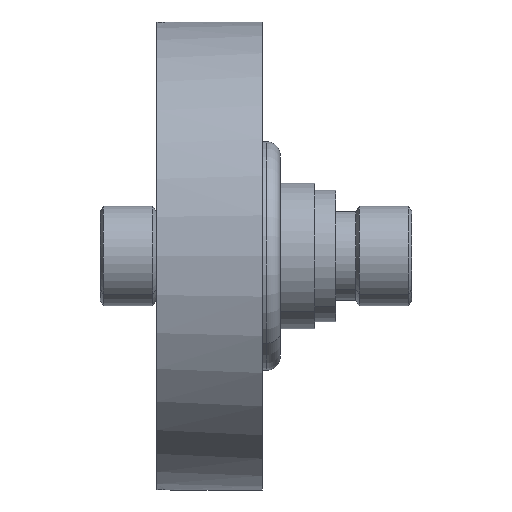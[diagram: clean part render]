
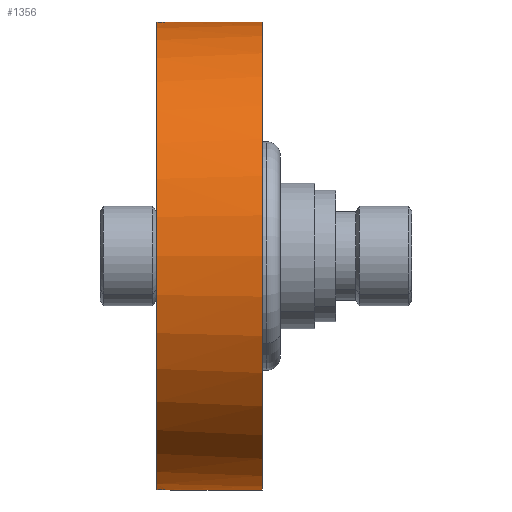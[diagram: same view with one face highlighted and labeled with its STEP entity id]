
A CAD part, left-side view. The second image highlights one B-rep face of the part: STEP entity #1356.
In plain terms, the highlighted cylindrical face has radius 16.9 mm (diameter 33.8 mm), a partial arc.
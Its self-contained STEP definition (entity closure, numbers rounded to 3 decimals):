
#12 = VERTEX_POINT ( 'NONE', #687 ) ;
#23 = EDGE_CURVE ( 'NONE', #12, #2309, #1609, .T. ) ;
#157 = CARTESIAN_POINT ( 'NONE',  ( -1., -0.132, -16.87 ) ) ;
#225 = ORIENTED_EDGE ( 'NONE', *, *, #240, .F. ) ;
#240 = EDGE_CURVE ( 'NONE', #2309, #2232, #1939, .T. ) ;
#257 = VECTOR ( 'NONE', #1045, 1000. ) ;
#272 = CARTESIAN_POINT ( 'NONE',  ( -0.873, -0.504, -16.877 ) ) ;
#290 = CARTESIAN_POINT ( 'NONE',  ( 0., -1., -16.9 ) ) ;
#303 = AXIS2_PLACEMENT_3D ( 'NONE', #390, #386, #380 ) ;
#312 = CARTESIAN_POINT ( 'NONE',  ( -0.262, -0.974, -16.898 ) ) ;
#318 = LINE ( 'NONE', #2224, #257 ) ;
#350 = EDGE_CURVE ( 'NONE', #872, #2232, #1363, .T. ) ;
#380 = DIRECTION ( 'NONE',  ( 0., 0., 1. ) ) ;
#386 = DIRECTION ( 'NONE',  ( 0., 1., 0. ) ) ;
#390 = CARTESIAN_POINT ( 'NONE',  ( 0., 0., 0. ) ) ;
#411 = VERTEX_POINT ( 'NONE', #809 ) ;
#507 = DIRECTION ( 'NONE',  ( 0., 0., 1. ) ) ;
#527 = CARTESIAN_POINT ( 'NONE',  ( -1., 0., 16.87 ) ) ;
#537 = CARTESIAN_POINT ( 'NONE',  ( 0., -1., 16.9 ) ) ;
#637 = CARTESIAN_POINT ( 'NONE',  ( -0.799, -0.615, -16.881 ) ) ;
#687 = CARTESIAN_POINT ( 'NONE',  ( -1., 0., -16.87 ) ) ;
#700 = CIRCLE ( 'NONE', #1835, 16.9 ) ;
#783 = EDGE_CURVE ( 'NONE', #411, #872, #700, .T. ) ;
#809 = CARTESIAN_POINT ( 'NONE',  ( 0., -7.6, -16.9 ) ) ;
#824 = CARTESIAN_POINT ( 'NONE',  ( 0., -1., -16.9 ) ) ;
#872 = VERTEX_POINT ( 'NONE', #1470 ) ;
#911 = CARTESIAN_POINT ( 'NONE',  ( 0., -7.6, 16.9 ) ) ;
#954 = ORIENTED_EDGE ( 'NONE', *, *, #23, .F. ) ;
#963 = DIRECTION ( 'NONE',  ( 0., 1., 0. ) ) ;
#982 = AXIS2_PLACEMENT_3D ( 'NONE', #1125, #1345, #507 ) ;
#984 = CARTESIAN_POINT ( 'NONE',  ( -0.615, -0.8, -16.889 ) ) ;
#1006 = ORIENTED_EDGE ( 'NONE', *, *, #783, .T. ) ;
#1045 = DIRECTION ( 'NONE',  ( 0., 1., 0. ) ) ;
#1125 = CARTESIAN_POINT ( 'NONE',  ( 0., -7.6, 0. ) ) ;
#1129 = VERTEX_POINT ( 'NONE', #290 ) ;
#1297 = VECTOR ( 'NONE', #963, 1000. ) ;
#1307 = CARTESIAN_POINT ( 'NONE',  ( -0.974, -0.262, -16.872 ) ) ;
#1345 = DIRECTION ( 'NONE',  ( 0., 1., 0. ) ) ;
#1352 = CARTESIAN_POINT ( 'NONE',  ( -0.131, -1., -16.9 ) ) ;
#1356 = ADVANCED_FACE ( 'NONE', ( #2230 ), #2165, .T. ) ;
#1363 = LINE ( 'NONE', #911, #1297 ) ;
#1432 = ORIENTED_EDGE ( 'NONE', *, *, #1462, .T. ) ;
#1462 = EDGE_CURVE ( 'NONE', #12, #1129, #2299, .T. ) ;
#1470 = CARTESIAN_POINT ( 'NONE',  ( 0., -7.6, 16.9 ) ) ;
#1495 = ORIENTED_EDGE ( 'NONE', *, *, #350, .T. ) ;
#1547 = CARTESIAN_POINT ( 'NONE',  ( 0., -1., 16.9 ) ) ;
#1552 = CARTESIAN_POINT ( 'NONE',  ( -0.131, -1., 16.9 ) ) ;
#1573 = CARTESIAN_POINT ( 'NONE',  ( -0.262, -0.974, 16.898 ) ) ;
#1597 = CARTESIAN_POINT ( 'NONE',  ( -0.503, -0.874, 16.893 ) ) ;
#1604 = CARTESIAN_POINT ( 'NONE',  ( -0.615, -0.8, 16.889 ) ) ;
#1609 = CIRCLE ( 'NONE', #303, 16.9 ) ;
#1615 = CARTESIAN_POINT ( 'NONE',  ( -0.799, -0.615, 16.881 ) ) ;
#1628 = CARTESIAN_POINT ( 'NONE',  ( -0.873, -0.504, 16.877 ) ) ;
#1634 = CARTESIAN_POINT ( 'NONE',  ( -1., 0., 16.87 ) ) ;
#1677 = CARTESIAN_POINT ( 'NONE',  ( -1., -0.132, 16.87 ) ) ;
#1744 = CARTESIAN_POINT ( 'NONE',  ( -0.974, -0.262, 16.872 ) ) ;
#1835 = AXIS2_PLACEMENT_3D ( 'NONE', #1945, #1937, #1920 ) ;
#1845 = ORIENTED_EDGE ( 'NONE', *, *, #2360, .F. ) ;
#1920 = DIRECTION ( 'NONE',  ( 0., 0., 1. ) ) ;
#1937 = DIRECTION ( 'NONE',  ( 0., 1., 0. ) ) ;
#1939 = B_SPLINE_CURVE_WITH_KNOTS ( 'NONE', 3,
 ( #1634, #1677, #1744, #1628, #1615, #1604, #1597, #1573, #1552, #1547 ),
 .UNSPECIFIED., .F., .F.,
 ( 4, 2, 2, 2, 4 ),
 ( 0., 0., 0.001, 0.001, 0.002 ),
 .UNSPECIFIED. ) ;
#1945 = CARTESIAN_POINT ( 'NONE',  ( 0., -7.6, 0. ) ) ;
#2137 = CARTESIAN_POINT ( 'NONE',  ( -1., 0., -16.87 ) ) ;
#2165 = CYLINDRICAL_SURFACE ( 'NONE', #982, 16.9 ) ;
#2224 = CARTESIAN_POINT ( 'NONE',  ( 0., -7.6, -16.9 ) ) ;
#2230 = FACE_OUTER_BOUND ( 'NONE', #2261, .T. ) ;
#2232 = VERTEX_POINT ( 'NONE', #537 ) ;
#2261 = EDGE_LOOP ( 'NONE', ( #1845, #1006, #1495, #225, #954, #1432 ) ) ;
#2299 = B_SPLINE_CURVE_WITH_KNOTS ( 'NONE', 3,
 ( #2137, #157, #1307, #272, #637, #984, #2346, #312, #1352, #824 ),
 .UNSPECIFIED., .F., .F.,
 ( 4, 2, 2, 2, 4 ),
 ( 0., 0., 0.001, 0.001, 0.002 ),
 .UNSPECIFIED. ) ;
#2309 = VERTEX_POINT ( 'NONE', #527 ) ;
#2346 = CARTESIAN_POINT ( 'NONE',  ( -0.503, -0.874, -16.893 ) ) ;
#2360 = EDGE_CURVE ( 'NONE', #411, #1129, #318, .T. ) ;
